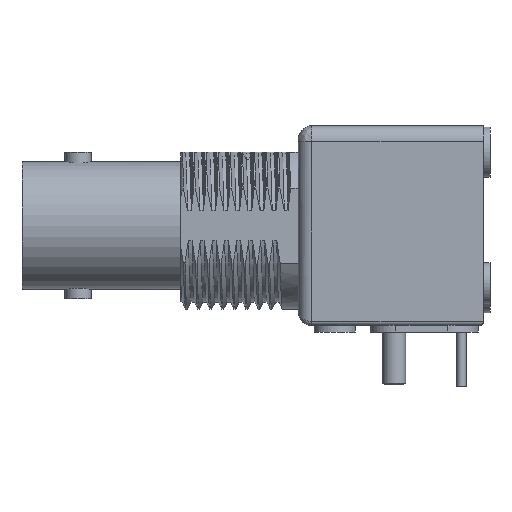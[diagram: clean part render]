
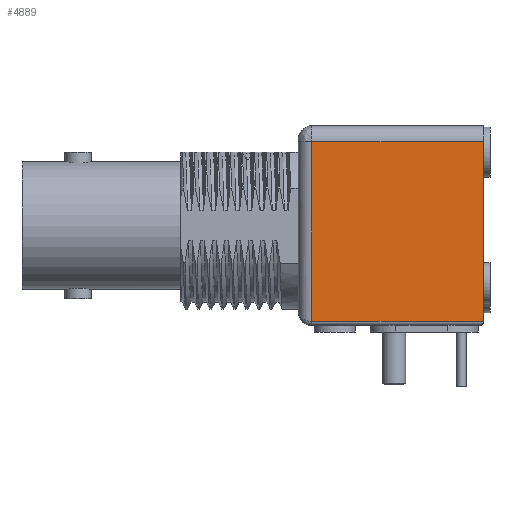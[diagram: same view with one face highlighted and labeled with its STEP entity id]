
A CAD part, front view. The second image highlights one B-rep face of the part: STEP entity #4889.
In plain terms, the highlighted planar face has unit normal (0, -1, 0).
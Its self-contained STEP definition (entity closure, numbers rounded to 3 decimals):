
#499=LINE('',#7421,#812);
#530=LINE('',#7566,#843);
#532=LINE('',#7604,#845);
#533=LINE('',#7605,#846);
#812=VECTOR('',#5624,13.606);
#843=VECTOR('',#5707,12.984);
#845=VECTOR('',#5713,13.606);
#846=VECTOR('',#5714,12.984);
#1214=FACE_OUTER_BOUND('',#1505,.T.);
#1505=EDGE_LOOP('',(#3447,#3448,#3449,#3450));
#2049=VERTEX_POINT('',#7400);
#2050=VERTEX_POINT('',#7420);
#2089=VERTEX_POINT('',#7565);
#2092=VERTEX_POINT('',#7603);
#2569=EDGE_CURVE('',#2049,#2050,#499,.T.);
#2620=EDGE_CURVE('',#2049,#2089,#530,.T.);
#2625=EDGE_CURVE('',#2092,#2089,#532,.T.);
#2626=EDGE_CURVE('',#2092,#2050,#533,.T.);
#3447=ORIENTED_EDGE('',*,*,#2620,.T.);
#3448=ORIENTED_EDGE('',*,*,#2625,.F.);
#3449=ORIENTED_EDGE('',*,*,#2626,.T.);
#3450=ORIENTED_EDGE('',*,*,#2569,.F.);
#4787=PLANE('',#5222);
#4889=ADVANCED_FACE('',(#1214),#4787,.T.);
#5222=AXIS2_PLACEMENT_3D('',#7602,#5711,#5712);
#5624=DIRECTION('',(0.,0.,1.));
#5707=DIRECTION('',(1.,0.,0.));
#5711=DIRECTION('center_axis',(0.,-1.,0.));
#5712=DIRECTION('ref_axis',(0.,0.,-1.));
#5713=DIRECTION('',(0.,0.,-1.));
#5714=DIRECTION('',(-1.,0.,0.));
#7400=CARTESIAN_POINT('',(-11.358,-7.2,0.8));
#7420=CARTESIAN_POINT('',(-11.358,-7.2,14.406));
#7421=CARTESIAN_POINT('',(-11.358,-7.2,0.8));
#7565=CARTESIAN_POINT('',(1.626,-7.2,0.8));
#7566=CARTESIAN_POINT('',(-11.358,-7.2,0.8));
#7602=CARTESIAN_POINT('Origin',(-12.374,-7.2,15.6));
#7603=CARTESIAN_POINT('',(1.626,-7.2,14.406));
#7604=CARTESIAN_POINT('',(1.626,-7.2,14.406));
#7605=CARTESIAN_POINT('',(1.626,-7.2,14.406));
